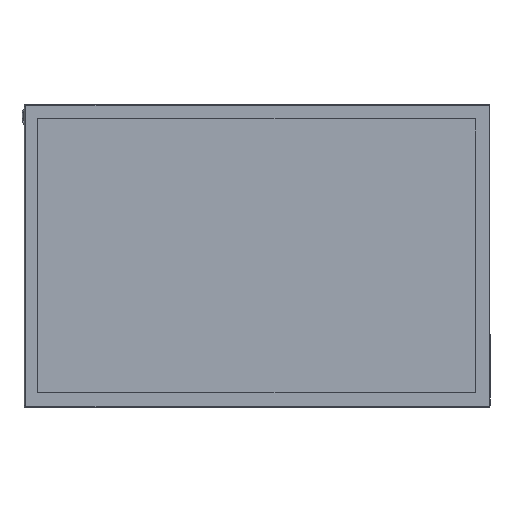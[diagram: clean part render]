
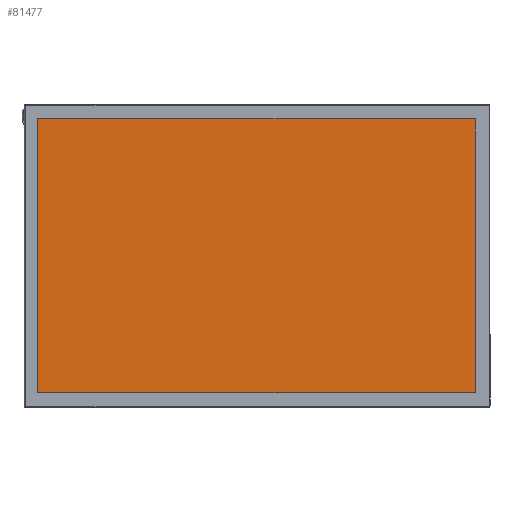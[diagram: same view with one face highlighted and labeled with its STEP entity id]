
A CAD part, top view. The second image highlights one B-rep face of the part: STEP entity #81477.
In plain terms, the highlighted planar face has unit normal (0, 0, 1).
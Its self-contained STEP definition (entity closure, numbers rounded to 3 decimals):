
#1343=PLANE('',#86084);
#4065=FACE_OUTER_BOUND('',#8457,.T.);
#8457=EDGE_LOOP('',(#55376,#55377,#55378,#55379));
#13046=LINE('',#117667,#22179);
#13049=LINE('',#117672,#22182);
#13051=LINE('',#117676,#22184);
#13052=LINE('',#117678,#22185);
#22179=VECTOR('',#93792,10.);
#22182=VECTOR('',#93797,10.);
#22184=VECTOR('',#93801,10.);
#22185=VECTOR('',#93804,10.);
#34350=VERTEX_POINT('',#117664);
#34351=VERTEX_POINT('',#117666);
#34352=VERTEX_POINT('',#117670);
#34353=VERTEX_POINT('',#117674);
#42605=EDGE_CURVE('',#34350,#34351,#13046,.T.);
#42608=EDGE_CURVE('',#34352,#34350,#13049,.T.);
#42610=EDGE_CURVE('',#34353,#34352,#13051,.T.);
#42611=EDGE_CURVE('',#34351,#34353,#13052,.T.);
#55376=ORIENTED_EDGE('',*,*,#42611,.F.);
#55377=ORIENTED_EDGE('',*,*,#42605,.F.);
#55378=ORIENTED_EDGE('',*,*,#42608,.F.);
#55379=ORIENTED_EDGE('',*,*,#42610,.F.);
#81477=ADVANCED_FACE('',(#4065),#1343,.F.);
#86084=AXIS2_PLACEMENT_3D('',#117679,#93805,#93806);
#93792=DIRECTION('',(0.,1.,0.));
#93797=DIRECTION('',(-1.,0.,0.));
#93801=DIRECTION('',(0.,-1.,0.));
#93804=DIRECTION('',(1.,0.,0.));
#93805=DIRECTION('center_axis',(0.,0.,-1.));
#93806=DIRECTION('ref_axis',(-1.,0.,0.));
#117664=CARTESIAN_POINT('',(16.104,16.746,5.7));
#117666=CARTESIAN_POINT('',(16.104,179.946,5.7));
#117667=CARTESIAN_POINT('',(16.104,179.946,5.7));
#117670=CARTESIAN_POINT('',(277.224,16.746,5.7));
#117672=CARTESIAN_POINT('',(16.104,16.746,5.7));
#117674=CARTESIAN_POINT('',(277.224,179.946,5.7));
#117676=CARTESIAN_POINT('',(277.224,16.746,5.7));
#117678=CARTESIAN_POINT('',(277.224,179.946,5.7));
#117679=CARTESIAN_POINT('Origin',(146.664,98.346,5.7));
